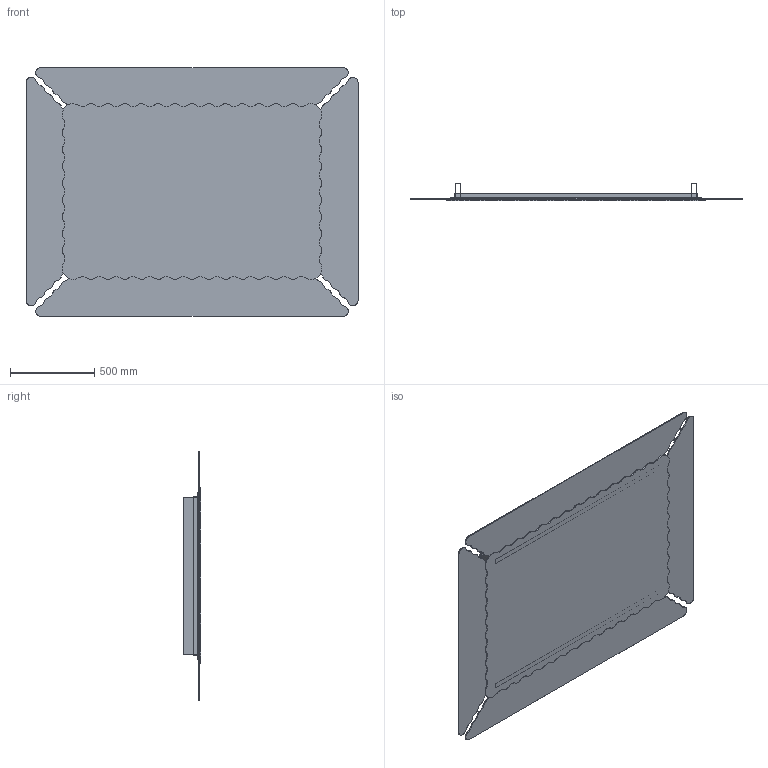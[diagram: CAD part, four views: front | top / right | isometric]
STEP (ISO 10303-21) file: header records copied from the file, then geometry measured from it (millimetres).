
FILE_DESCRIPTION(/* description */ (''),/* implementation_level */ '2;1');
FILE_NAME(/* name */ 'POP-TV~1',/* time_stamp */ '2020-10-23T18:40:26+02:00',/* author */ (''),/* organization */ (''),/* preprocessor_version */ 'ST-DEVELOPER v16.5',/* originating_system */ '',/* authorisation */ '');
FILE_SCHEMA (('AUTOMOTIVE_DESIGN'));
Length unit declared in the file: millimetre
Products named in the file (1): Document
Bounding box: 1974.91 x 105.03 x 1480 mm (x, y, z)
Volume: 22283589.6 mm3; surface area: 8193795.9 mm2
Topology: 13 solids, 13 shells, 262 faces, 970 edges, 734 vertices
Faces by surface type: bspline 196, plane 66
Entity records: 11302 total; most frequent: CARTESIAN_POINT 6103, ORIENTED_EDGE 1416, EDGE_CURVE 708, VERTEX_POINT 472, COLOUR_RGB 275, PRESENTATION_STYLE_ASSIGNMENT 275, STYLED_ITEM 275, PRESENTATION_LAYER_ASSIGNMENT 275
